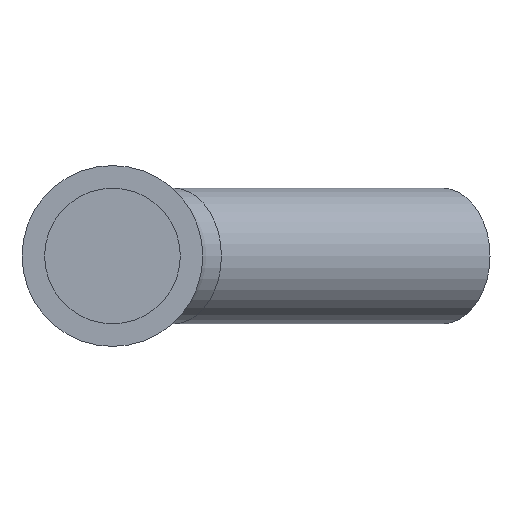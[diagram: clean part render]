
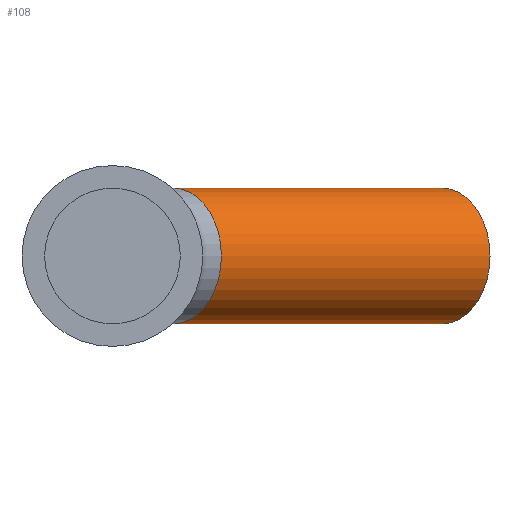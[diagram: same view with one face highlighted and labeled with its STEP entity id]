
A CAD part, front view. The second image highlights one B-rep face of the part: STEP entity #108.
In plain terms, the highlighted cylindrical face has radius 7.5 mm (diameter 15 mm), a full revolution.
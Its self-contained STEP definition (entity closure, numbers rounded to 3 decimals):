
#23=CYLINDRICAL_SURFACE('',#137,7.5);
#41=ORIENTED_EDGE('',*,*,#51,.F.);
#42=ORIENTED_EDGE('',*,*,#45,.T.);
#45=EDGE_CURVE('',#53,#53,#61,.F.);
#51=EDGE_CURVE('',#59,#59,#67,.T.);
#53=VERTEX_POINT('',#181);
#59=VERTEX_POINT('',#200);
#61=CIRCLE('',#125,7.5);
#67=CIRCLE('',#138,7.5);
#81=EDGE_LOOP('',(#41));
#82=EDGE_LOOP('',(#42));
#97=FACE_BOUND('',#81,.T.);
#98=FACE_BOUND('',#82,.T.);
#108=ADVANCED_FACE('',(#97,#98),#23,.T.);
#125=AXIS2_PLACEMENT_3D('',#180,#146,#147);
#137=AXIS2_PLACEMENT_3D('',#198,#170,#171);
#138=AXIS2_PLACEMENT_3D('',#199,#172,#173);
#146=DIRECTION('',(-0.707,-0.707,0.));
#147=DIRECTION('',(0.707,-0.707,0.));
#170=DIRECTION('',(-0.707,-0.707,0.));
#171=DIRECTION('',(0.707,-0.707,0.));
#172=DIRECTION('',(0.707,0.707,0.));
#173=DIRECTION('',(-0.707,0.707,0.));
#180=CARTESIAN_POINT('',(6.737,41.263,0.));
#181=CARTESIAN_POINT('',(12.04,35.96,0.));
#198=CARTESIAN_POINT('',(32.192,66.719,0.));
#199=CARTESIAN_POINT('',(36.435,70.962,0.));
#200=CARTESIAN_POINT('',(31.132,76.265,0.));
